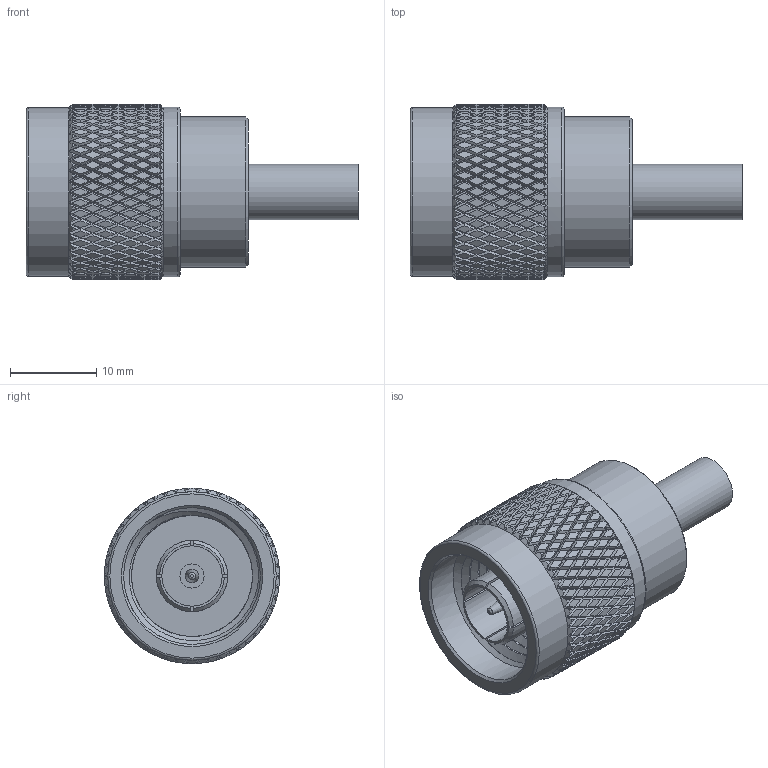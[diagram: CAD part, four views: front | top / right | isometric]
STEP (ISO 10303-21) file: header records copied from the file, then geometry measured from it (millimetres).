
FILE_DESCRIPTION (( 'STEP AP203' ), '1' );
FILE_NAME ('SC9107_3D.step', '2021-10-11T16:39:04', ( '' ), ( '' ), 'SwSTEP 2.0', 'SolidWorks 2021', '' );
FILE_SCHEMA (( 'CONFIG_CONTROL_DESIGN' ));
Products named in the file (1): SC9107_3D
Bounding box: 38.51 x 20.32 x 20.32 mm (x, y, z)
Volume: 5945.1 mm3; surface area: 4262.4 mm2
Topology: 2 solids, 2 shells, 2113 faces, 4545 edges, 2444 vertices
Faces by surface type: bspline 1604, cylinder 468, plane 28, cone 11, torus 2
Full cylindrical faces by diameter (mm): 1.524 x1, 2.794 x1, 3.099 x1, 3.755 x1, 3.937 x1, 5.588 x1, 6.452 x1, 6.985 x1, 8.255 x1, 15.875 x5, 17.406 x1, 19.558 x1, 19.651 x1
Entity records: 85241 total; most frequent: CARTESIAN_POINT 57894, ORIENTED_EDGE 9006, EDGE_CURVE 4503, VERTEX_POINT 2429, EDGE_LOOP 2140, FACE_OUTER_BOUND 2124, ADVANCED_FACE 2108, B_SPLINE_CURVE_WITH_KNOTS 1813
